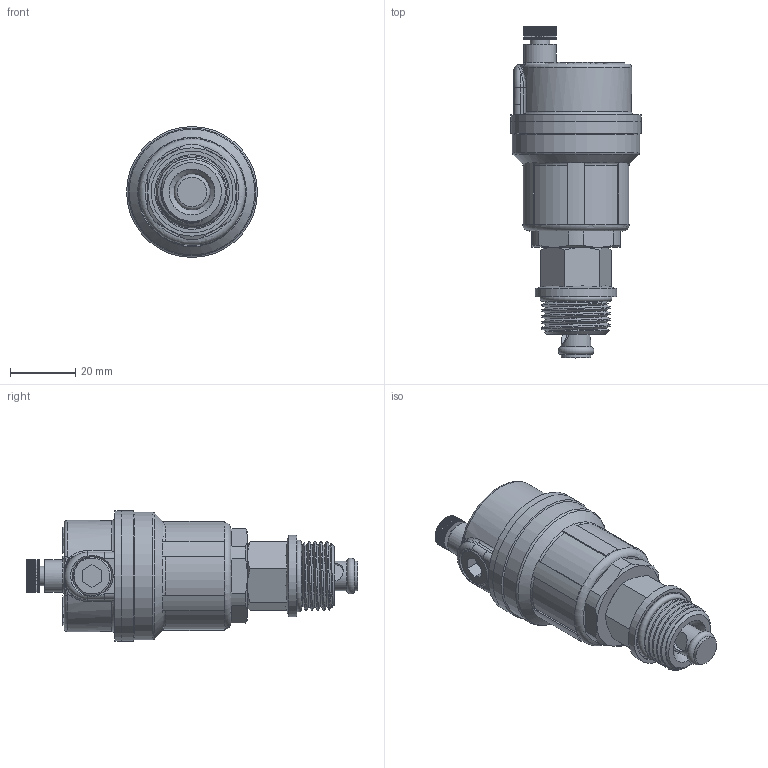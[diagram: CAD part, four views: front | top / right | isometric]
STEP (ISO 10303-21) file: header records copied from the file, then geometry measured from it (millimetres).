
FILE_DESCRIPTION(/* description */ (''),/* implementation_level */ '2;1');
FILE_NAME(/* name */ 'G0.5 Airvent-R with check valve.stp',/* time_stamp */ '2023-01-05T14:26:09+08:00',/* author */ ('ywy96'),/* organization */ (''),/* preprocessor_version */ 'ST-DEVELOPER v18.1',/* originating_system */ 'Autodesk Inventor 2022',/* authorisation */ '');
FILE_SCHEMA (('AUTOMOTIVE_DESIGN { 1 0 10303 214 3 1 1 }'));
Products named in the file (17): G1-2 排气阀; G3/8”外螺纹本体; 自动排气阀阀盖; 配重块; 拼紧螺栓; 拉杆; 排气阀螺钉; 弯曲弹簧; Oring 7.1×1.65; Oring 6×1.6; Oring 33.5×1.8; 连接螺帽; 塑料顶杆; 弹簧; Oring 14×1.78; Oring 18×2; Oring 6.2×2.4
Assembly tree (16 placements, depth 2):
  G1-2 排气阀
    G3/8”外螺纹本体
    自动排气阀阀盖
    配重块
    拼紧螺栓
    拉杆
    排气阀螺钉
    弯曲弹簧
    Oring 7.1×1.65
    Oring 6×1.6
    Oring 33.5×1.8
    连接螺帽
    塑料顶杆
    弹簧
    Oring 14×1.78
    Oring 18×2
    Oring 6.2×2.4
Bounding box: 40 x 101.45 x 40 mm (x, y, z)
Volume: 43010.5 mm3; surface area: 33748.4 mm2
Topology: 17 solids, 19 shells, 1462 faces, 3773 edges, 2380 vertices
Faces by surface type: plane 519, cylinder 418, bspline 379, torus 71, cone 53, sphere 22
Full cylindrical faces by diameter (mm): 1.5 x4, 2 x1, 3.4 x1, 3.5 x1, 5.517 x2, 5.6 x1, 6 x8, 6.6 x1, 7 x6, 7.3 x1, 8.6 x2, 8.7 x1, 9 x3, 9.6 x2, 9.7 x1, 10 x2, 10.6 x1, 10.8 x1, 11 x5, 12 x5, 14 x1, 14.1 x1, 14.95 x5, 16.7 x1, 17 x1, 18.5 x2, 20.955 x4, 22.8 x1, 25 x1, 29.2 x1
Entity records: 70271 total; most frequent: CARTESIAN_POINT 36715, ORIENTED_EDGE 7508, DIRECTION 5757, EDGE_CURVE 3754, VERTEX_POINT 2379, AXIS2_PLACEMENT_3D 2027, LINE 1703, VECTOR 1703
